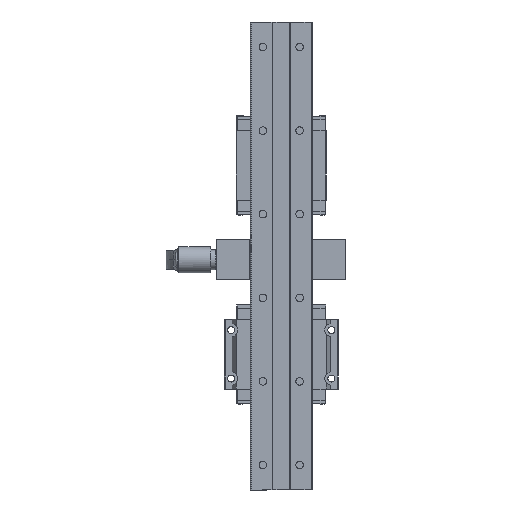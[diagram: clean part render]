
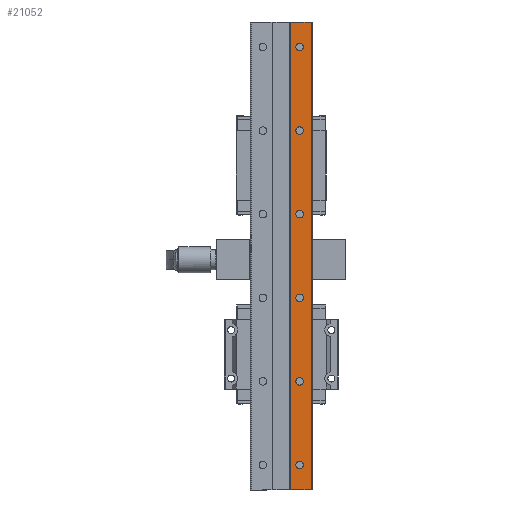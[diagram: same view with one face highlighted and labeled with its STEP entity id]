
A CAD part, front view. The second image highlights one B-rep face of the part: STEP entity #21052.
In plain terms, the highlighted face is planar.
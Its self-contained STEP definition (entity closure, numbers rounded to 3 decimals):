
#1028=PLANE('',#22634);
#2499=VECTOR('',#25892,1.);
#2599=VECTOR('',#26088,1.);
#2600=VECTOR('',#26222,1.);
#2602=VECTOR('',#26225,1.);
#4359=LINE('',#32097,#2499);
#4459=LINE('',#32372,#2599);
#4460=LINE('',#32446,#2600);
#4462=LINE('',#32449,#2602);
#6439=VERTEX_POINT('',#31468);
#6441=VERTEX_POINT('',#31472);
#6447=VERTEX_POINT('',#31486);
#6449=VERTEX_POINT('',#31490);
#6455=VERTEX_POINT('',#31504);
#6457=VERTEX_POINT('',#31508);
#6463=VERTEX_POINT('',#31522);
#6465=VERTEX_POINT('',#31526);
#6471=VERTEX_POINT('',#31540);
#6473=VERTEX_POINT('',#31544);
#6479=VERTEX_POINT('',#31558);
#6481=VERTEX_POINT('',#31562);
#6660=VERTEX_POINT('',#32096);
#6661=VERTEX_POINT('',#32098);
#6739=VERTEX_POINT('',#32299);
#6775=VERTEX_POINT('',#32371);
#8091=CIRCLE('',#22282,2.25);
#8095=CIRCLE('',#22288,2.25);
#8099=CIRCLE('',#22294,2.25);
#8103=CIRCLE('',#22300,2.25);
#8107=CIRCLE('',#22306,2.25);
#8111=CIRCLE('',#22312,2.25);
#8253=CIRCLE('',#22600,2.25);
#8256=CIRCLE('',#22606,2.25);
#8259=CIRCLE('',#22612,2.25);
#8262=CIRCLE('',#22618,2.25);
#8265=CIRCLE('',#22624,2.25);
#8268=CIRCLE('',#22630,2.25);
#9700=EDGE_CURVE('',#6439,#6441,#8091,.T.);
#9708=EDGE_CURVE('',#6447,#6449,#8095,.T.);
#9716=EDGE_CURVE('',#6455,#6457,#8099,.T.);
#9724=EDGE_CURVE('',#6463,#6465,#8103,.T.);
#9732=EDGE_CURVE('',#6471,#6473,#8107,.T.);
#9740=EDGE_CURVE('',#6479,#6481,#8111,.T.);
#9993=EDGE_CURVE('',#6660,#6661,#4359,.T.);
#10129=EDGE_CURVE('',#6739,#6775,#4459,.T.);
#10149=EDGE_CURVE('',#6481,#6479,#8253,.T.);
#10152=EDGE_CURVE('',#6473,#6471,#8256,.T.);
#10155=EDGE_CURVE('',#6465,#6463,#8259,.T.);
#10158=EDGE_CURVE('',#6457,#6455,#8262,.T.);
#10161=EDGE_CURVE('',#6449,#6447,#8265,.T.);
#10164=EDGE_CURVE('',#6441,#6439,#8268,.T.);
#10166=EDGE_CURVE('',#6660,#6739,#4460,.T.);
#10168=EDGE_CURVE('',#6661,#6775,#4462,.T.);
#14498=ORIENTED_EDGE('',*,*,#10149,.T.);
#14499=ORIENTED_EDGE('',*,*,#9740,.T.);
#14500=ORIENTED_EDGE('',*,*,#10152,.T.);
#14501=ORIENTED_EDGE('',*,*,#9732,.T.);
#14502=ORIENTED_EDGE('',*,*,#10155,.T.);
#14503=ORIENTED_EDGE('',*,*,#9724,.T.);
#14504=ORIENTED_EDGE('',*,*,#10158,.T.);
#14505=ORIENTED_EDGE('',*,*,#9716,.T.);
#14506=ORIENTED_EDGE('',*,*,#10161,.T.);
#14507=ORIENTED_EDGE('',*,*,#9708,.T.);
#14508=ORIENTED_EDGE('',*,*,#10164,.T.);
#14509=ORIENTED_EDGE('',*,*,#9700,.T.);
#14510=ORIENTED_EDGE('',*,*,#10129,.T.);
#14511=ORIENTED_EDGE('',*,*,#10168,.F.);
#14512=ORIENTED_EDGE('',*,*,#9993,.F.);
#14513=ORIENTED_EDGE('',*,*,#10166,.T.);
#18546=EDGE_LOOP('',(#14498,#14499));
#18547=EDGE_LOOP('',(#14500,#14501));
#18548=EDGE_LOOP('',(#14502,#14503));
#18549=EDGE_LOOP('',(#14504,#14505));
#18550=EDGE_LOOP('',(#14506,#14507));
#18551=EDGE_LOOP('',(#14508,#14509));
#18552=EDGE_LOOP('',(#14510,#14511,#14512,#14513));
#19816=FACE_BOUND('',#18546,.T.);
#19817=FACE_BOUND('',#18547,.T.);
#19818=FACE_BOUND('',#18548,.T.);
#19819=FACE_BOUND('',#18549,.T.);
#19820=FACE_BOUND('',#18550,.T.);
#19821=FACE_BOUND('',#18551,.T.);
#19822=FACE_BOUND('',#18552,.T.);
#21052=ADVANCED_FACE('',(#19816,#19817,#19818,#19819,#19820,#19821,#19822),
#1028,.T.);
#22282=AXIS2_PLACEMENT_3D('',#31473,#25333,#25334);
#22288=AXIS2_PLACEMENT_3D('',#31491,#25349,#25350);
#22294=AXIS2_PLACEMENT_3D('',#31509,#25365,#25366);
#22300=AXIS2_PLACEMENT_3D('',#31527,#25381,#25382);
#22306=AXIS2_PLACEMENT_3D('',#31545,#25397,#25398);
#22312=AXIS2_PLACEMENT_3D('',#31563,#25413,#25414);
#22600=AXIS2_PLACEMENT_3D('',#32412,#26161,#26162);
#22606=AXIS2_PLACEMENT_3D('',#32418,#26172,#26173);
#22612=AXIS2_PLACEMENT_3D('',#32424,#26183,#26184);
#22618=AXIS2_PLACEMENT_3D('',#32430,#26194,#26195);
#22624=AXIS2_PLACEMENT_3D('',#32436,#26205,#26206);
#22630=AXIS2_PLACEMENT_3D('',#32442,#26216,#26217);
#22634=AXIS2_PLACEMENT_3D('',#32448,#26224,$);
#25333=DIRECTION('',(0.,0.,1.));
#25334=DIRECTION('',(2.25,0.,0.));
#25349=DIRECTION('',(0.,0.,1.));
#25350=DIRECTION('',(2.25,0.,0.));
#25365=DIRECTION('',(0.,0.,1.));
#25366=DIRECTION('',(2.25,0.,0.));
#25381=DIRECTION('',(0.,0.,1.));
#25382=DIRECTION('',(2.25,0.,0.));
#25397=DIRECTION('',(0.,0.,1.));
#25398=DIRECTION('',(2.25,0.,0.));
#25413=DIRECTION('',(0.,0.,1.));
#25414=DIRECTION('',(2.25,0.,0.));
#25892=DIRECTION('',(-1.,0.,0.));
#26088=DIRECTION('',(-1.,0.,0.));
#26161=DIRECTION('',(0.,0.,1.));
#26162=DIRECTION('',(2.25,0.,0.));
#26172=DIRECTION('',(0.,0.,1.));
#26173=DIRECTION('',(2.25,0.,0.));
#26183=DIRECTION('',(0.,0.,1.));
#26184=DIRECTION('',(2.25,0.,0.));
#26194=DIRECTION('',(0.,0.,1.));
#26195=DIRECTION('',(2.25,0.,0.));
#26205=DIRECTION('',(0.,0.,1.));
#26206=DIRECTION('',(2.25,0.,0.));
#26216=DIRECTION('',(0.,0.,1.));
#26217=DIRECTION('',(2.25,0.,0.));
#26222=DIRECTION('',(0.,-1.,0.));
#26224=DIRECTION('',(0.,0.,-1.));
#26225=DIRECTION('',(0.,-1.,0.));
#31468=CARTESIAN_POINT('',(-8.75,15.,0.));
#31472=CARTESIAN_POINT('',(-13.25,15.,0.));
#31473=CARTESIAN_POINT('',(-11.,15.,0.));
#31486=CARTESIAN_POINT('',(-8.75,65.,0.));
#31490=CARTESIAN_POINT('',(-13.25,65.,0.));
#31491=CARTESIAN_POINT('',(-11.,65.,0.));
#31504=CARTESIAN_POINT('',(-8.75,115.,0.));
#31508=CARTESIAN_POINT('',(-13.25,115.,0.));
#31509=CARTESIAN_POINT('',(-11.,115.,0.));
#31522=CARTESIAN_POINT('',(-8.75,165.,0.));
#31526=CARTESIAN_POINT('',(-13.25,165.,0.));
#31527=CARTESIAN_POINT('',(-11.,165.,0.));
#31540=CARTESIAN_POINT('',(-8.75,215.,0.));
#31544=CARTESIAN_POINT('',(-13.25,215.,0.));
#31545=CARTESIAN_POINT('',(-11.,215.,0.));
#31558=CARTESIAN_POINT('',(-8.75,265.,0.));
#31562=CARTESIAN_POINT('',(-13.25,265.,0.));
#31563=CARTESIAN_POINT('',(-11.,265.,0.));
#32096=CARTESIAN_POINT('',(-5.5,280.,0.));
#32097=CARTESIAN_POINT('',(-5.5,280.,0.));
#32098=CARTESIAN_POINT('',(-18.,280.,0.));
#32299=CARTESIAN_POINT('',(-5.5,0.,0.));
#32371=CARTESIAN_POINT('',(-18.,0.,0.));
#32372=CARTESIAN_POINT('',(-5.5,0.,0.));
#32412=CARTESIAN_POINT('',(-11.,265.,0.));
#32418=CARTESIAN_POINT('',(-11.,215.,0.));
#32424=CARTESIAN_POINT('',(-11.,165.,0.));
#32430=CARTESIAN_POINT('',(-11.,115.,0.));
#32436=CARTESIAN_POINT('',(-11.,65.,0.));
#32442=CARTESIAN_POINT('',(-11.,15.,0.));
#32446=CARTESIAN_POINT('',(-5.5,280.,0.));
#32448=CARTESIAN_POINT('',(-11.75,280.,0.));
#32449=CARTESIAN_POINT('',(-18.,280.,0.));
